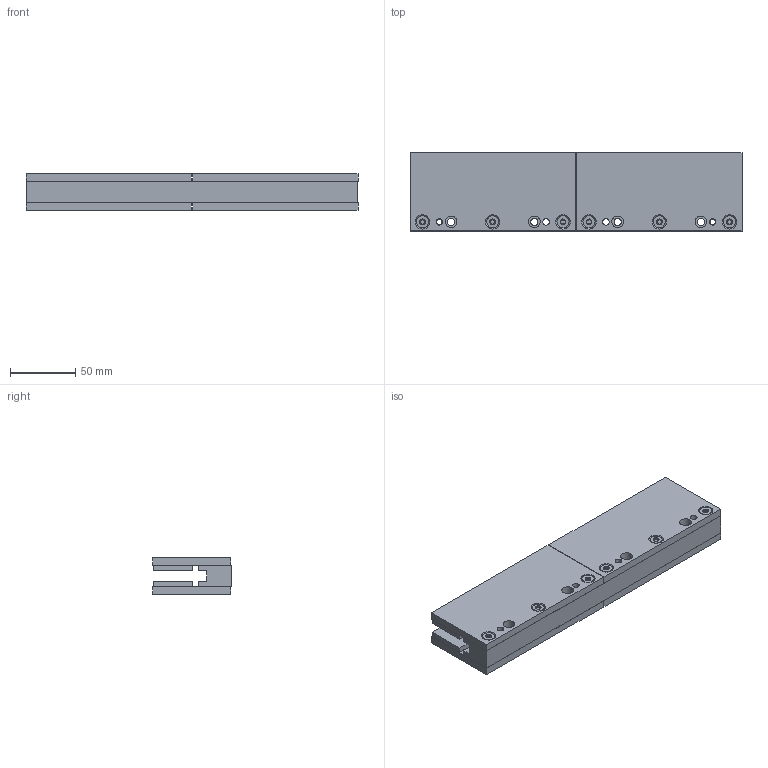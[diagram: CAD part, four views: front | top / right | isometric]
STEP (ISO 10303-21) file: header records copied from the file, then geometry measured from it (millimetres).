
FILE_DESCRIPTION((''),'2;1');
FILE_NAME('1258326-02-Z01','2019-02-08T11:21:06',('ch52332'),(''),'CREO PARAMETRIC BY PTC INC, 2017380','CREO PARAMETRIC BY PTC INC, 2017380','');
FILE_SCHEMA(('AUTOMOTIVE_DESIGN { 1 0 10303 214 1 1 1 1 }'));
Length unit declared in the file: millimetre
Products named in the file (1): 1258326-02-Z01
Bounding box: 255.15 x 60.1 x 28.31 mm (x, y, z)
Volume: 319961.7 mm3; surface area: 87226.2 mm2
Topology: 1 solids, 19 shells, 678 faces, 1564 edges, 984 vertices
Faces by surface type: cylinder 276, plane 258, cone 144
Entity records: 21190 total; most frequent: CARTESIAN_POINT 4332, DIRECTION 3232, ORIENTED_EDGE 3128, EDGE_CURVE 1564, AXIS2_PLACEMENT_3D 1206, VERTEX_POINT 984, VECTOR 820, LINE 820
